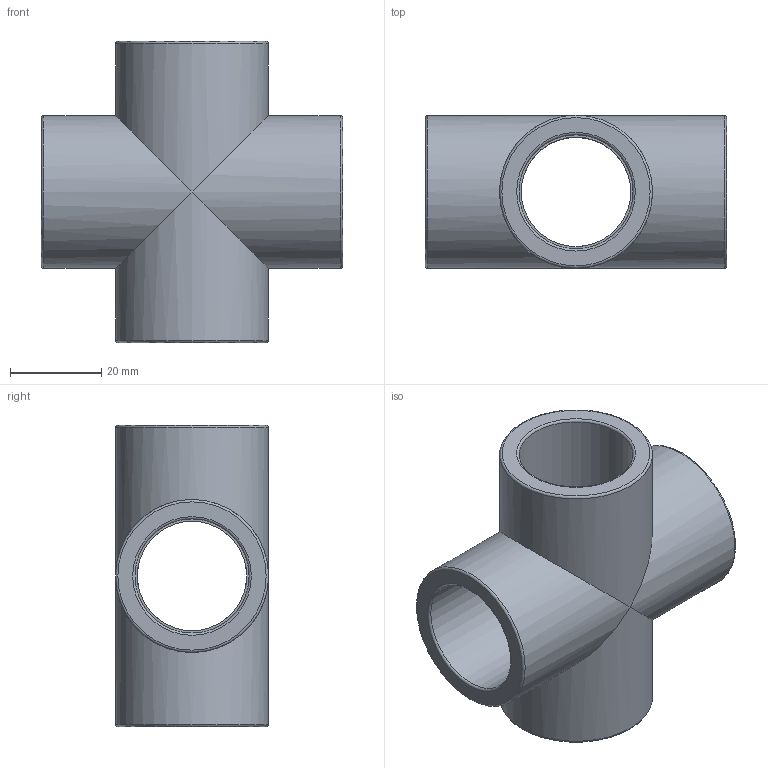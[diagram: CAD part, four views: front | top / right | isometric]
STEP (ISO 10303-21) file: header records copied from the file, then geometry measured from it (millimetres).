
FILE_DESCRIPTION(/* description */ (''),/* implementation_level */ '2;1');
FILE_NAME(/* name */ 'CR300250.stp',/* time_stamp */ '2016-10-18T16:11:15+02:00',/* author */ ('Gabriele'),/* organization */ (''),/* preprocessor_version */ 'ST-DEVELOPER v16.5',/* originating_system */ 'Autodesk Inventor 2017',/* authorisation */ '');
FILE_SCHEMA (('AUTOMOTIVE_DESIGN { 1 0 10303 214 3 1 1 }'));
Length unit declared in the file: millimetre
Products named in the file (1): CR300250
Bounding box: 66 x 33.5 x 66 mm (x, y, z)
Volume: 37819.3 mm3; surface area: 18848.8 mm2
Topology: 1 solids, 1 shells, 28 faces, 58 edges, 34 vertices
Faces by surface type: cylinder 12, torus 8, plane 8
Full cylindrical faces by diameter (mm): 24 x4, 25 x4, 33.5 x4
Entity records: 624 total; most frequent: DIRECTION 122, CARTESIAN_POINT 89, ORIENTED_EDGE 64, AXIS2_PLACEMENT_3D 61, EDGE_LOOP 56, EDGE_CURVE 32, FACE_BOUND 28, FACE_OUTER_BOUND 28
